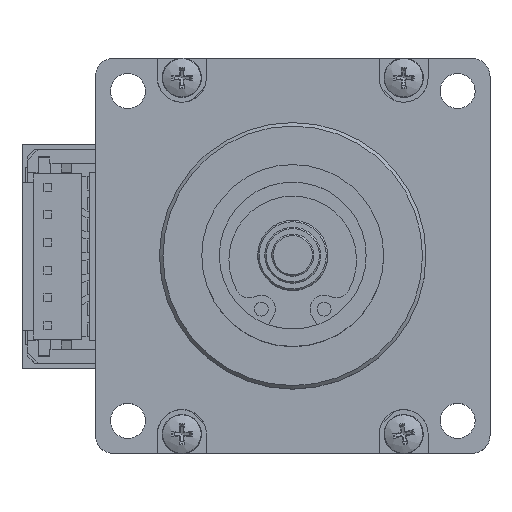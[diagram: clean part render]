
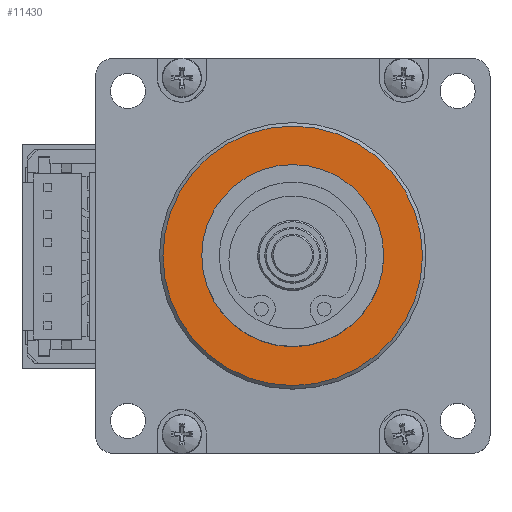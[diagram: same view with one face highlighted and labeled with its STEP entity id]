
A CAD part, top view. The second image highlights one B-rep face of the part: STEP entity #11430.
In plain terms, the highlighted planar face has unit normal (0, 0, 1).
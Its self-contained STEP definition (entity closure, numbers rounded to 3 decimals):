
#296=FACE_BOUND('',#1846,.T.);
#662=PLANE('',#12329);
#1184=FACE_OUTER_BOUND('',#1845,.T.);
#1845=EDGE_LOOP('',(#9547));
#1846=EDGE_LOOP('',(#9548,#9549));
#4202=CIRCLE('',#11860,12.);
#4203=CIRCLE('',#11861,12.);
#4346=CIRCLE('',#12330,18.55);
#4771=VERTEX_POINT('',#16459);
#4772=VERTEX_POINT('',#16461);
#5302=VERTEX_POINT('',#18183);
#5899=EDGE_CURVE('',#4772,#4771,#4202,.T.);
#5900=EDGE_CURVE('',#4771,#4772,#4203,.T.);
#6765=EDGE_CURVE('',#5302,#5302,#4346,.T.);
#9547=ORIENTED_EDGE('',*,*,#6765,.F.);
#9548=ORIENTED_EDGE('',*,*,#5899,.T.);
#9549=ORIENTED_EDGE('',*,*,#5900,.T.);
#11430=ADVANCED_FACE('',(#1184,#296),#662,.F.);
#11860=AXIS2_PLACEMENT_3D('',#16462,#13371,#13372);
#11861=AXIS2_PLACEMENT_3D('',#16463,#13373,#13374);
#12329=AXIS2_PLACEMENT_3D('',#18182,#15031,#15032);
#12330=AXIS2_PLACEMENT_3D('',#18184,#15033,#15034);
#13371=DIRECTION('center_axis',(0.,0.,-1.));
#13372=DIRECTION('ref_axis',(1.,0.,0.));
#13373=DIRECTION('center_axis',(0.,0.,-1.));
#13374=DIRECTION('ref_axis',(1.,0.,0.));
#15031=DIRECTION('center_axis',(0.,0.,-1.));
#15032=DIRECTION('ref_axis',(1.,0.,0.));
#15033=DIRECTION('center_axis',(0.,0.,-1.));
#15034=DIRECTION('ref_axis',(1.,0.,0.));
#16459=CARTESIAN_POINT('',(0.,12.,46.8));
#16461=CARTESIAN_POINT('',(-12.,0.,46.8));
#16462=CARTESIAN_POINT('Origin',(0.,0.,
46.8));
#16463=CARTESIAN_POINT('Origin',(0.,0.,
46.8));
#18182=CARTESIAN_POINT('Origin',(0.,0.,
46.8));
#18183=CARTESIAN_POINT('',(-18.55,0.,46.8));
#18184=CARTESIAN_POINT('Origin',(0.,0.,
46.8));
